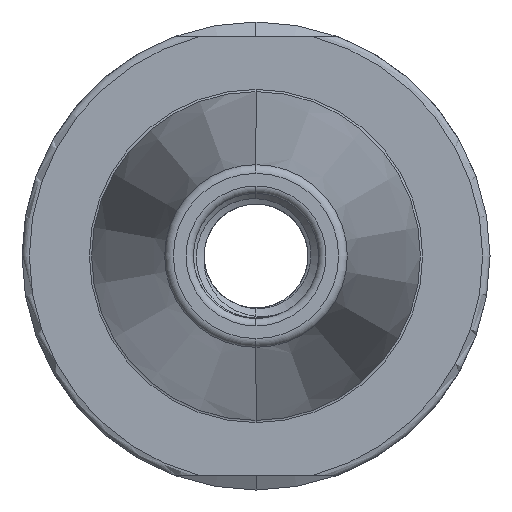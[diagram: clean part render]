
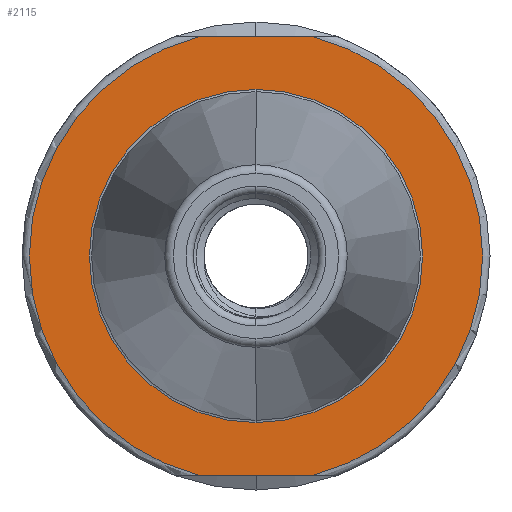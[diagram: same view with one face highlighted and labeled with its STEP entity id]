
A CAD part, left-side view. The second image highlights one B-rep face of the part: STEP entity #2115.
In plain terms, the highlighted planar face has unit normal (-1, 0, 0).
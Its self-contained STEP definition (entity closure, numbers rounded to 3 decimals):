
#2115 = ADVANCED_FACE ( 'NONE', ( #18319, #18304 ), #16105, .F. ) ;
#2937 = CARTESIAN_POINT ( 'NONE',  ( 0., 0., 0. ) ) ;
#2940 = DIRECTION ( 'NONE',  ( 1., 0., 0. ) ) ;
#2943 = DIRECTION ( 'NONE',  ( 0., 0., -1. ) ) ;
#3968 = CARTESIAN_POINT ( 'NONE',  ( 0., -15., -29.8 ) ) ;
#4005 = DIRECTION ( 'NONE',  ( 0., -1., 0. ) ) ;
#10491 = CARTESIAN_POINT ( 'NONE',  ( 0., -7.685, 29.8 ) ) ;
#10535 = CARTESIAN_POINT ( 'NONE',  ( 0., 7.685, 29.8 ) ) ;
#10731 = CARTESIAN_POINT ( 'NONE',  ( 0., 7.685, -29.8 ) ) ;
#10759 = CARTESIAN_POINT ( 'NONE',  ( 0., -7.685, -29.8 ) ) ;
#10977 = CARTESIAN_POINT ( 'NONE',  ( 0., 0., -22.627 ) ) ;
#11045 = CARTESIAN_POINT ( 'NONE',  ( 0., 0., 22.627 ) ) ;
#12917 = VERTEX_POINT ( 'NONE', #10491 ) ;
#12932 = VERTEX_POINT ( 'NONE', #10535 ) ;
#14033 = VERTEX_POINT ( 'NONE', #10731 ) ;
#14060 = VERTEX_POINT ( 'NONE', #10759 ) ;
#16079 = CARTESIAN_POINT ( 'NONE',  ( 0., 22.692, 0. ) ) ;
#16084 = DIRECTION ( 'NONE',  ( 1., 0., 0. ) ) ;
#16086 = DIRECTION ( 'NONE',  ( 0., 0., -1. ) ) ;
#16105 = PLANE ( 'NONE',  #18123 ) ;
#17852 = AXIS2_PLACEMENT_3D ( 'NONE', #2937, #2940, #2943 ) ;
#18123 = AXIS2_PLACEMENT_3D ( 'NONE', #16079, #16084, #16086 ) ;
#18249 = AXIS2_PLACEMENT_3D ( 'NONE', #20911, #20903, #20899 ) ;
#18255 = AXIS2_PLACEMENT_3D ( 'NONE', #20906, #20894, #20881 ) ;
#18261 = AXIS2_PLACEMENT_3D ( 'NONE', #20874, #20900, #20901 ) ;
#18304 = FACE_OUTER_BOUND ( 'NONE', #19268, .T. ) ;
#18319 = FACE_BOUND ( 'NONE', #19251, .T. ) ;
#18577 = LINE ( 'NONE', #3968, #18579 ) ;
#18579 = VECTOR ( 'NONE', #4005, 1000. ) ;
#18617 = CIRCLE ( 'NONE', #18261, 22.627 ) ;
#18625 = LINE ( 'NONE', #20878, #18632 ) ;
#18627 = CIRCLE ( 'NONE', #18249, 30.775 ) ;
#18630 = CIRCLE ( 'NONE', #18255, 30.775 ) ;
#18632 = VECTOR ( 'NONE', #20868, 1000. ) ;
#18738 = CIRCLE ( 'NONE', #17852, 22.627 ) ;
#19251 = EDGE_LOOP ( 'NONE', ( #20241, #20301 ) ) ;
#19268 = EDGE_LOOP ( 'NONE', ( #20235, #20212, #20252, #20214 ) ) ;
#19650 = VERTEX_POINT ( 'NONE', #10977 ) ;
#19673 = VERTEX_POINT ( 'NONE', #11045 ) ;
#20212 = ORIENTED_EDGE ( 'NONE', *, *, #22515, .T. ) ;
#20214 = ORIENTED_EDGE ( 'NONE', *, *, #22517, .T. ) ;
#20235 = ORIENTED_EDGE ( 'NONE', *, *, #22477, .T. ) ;
#20241 = ORIENTED_EDGE ( 'NONE', *, *, #22514, .T. ) ;
#20252 = ORIENTED_EDGE ( 'NONE', *, *, #22519, .F. ) ;
#20301 = ORIENTED_EDGE ( 'NONE', *, *, #22631, .T. ) ;
#20868 = DIRECTION ( 'NONE',  ( 0., -1., 0. ) ) ;
#20874 = CARTESIAN_POINT ( 'NONE',  ( 0., 0., 0. ) ) ;
#20878 = CARTESIAN_POINT ( 'NONE',  ( 0., 15., 29.8 ) ) ;
#20881 = DIRECTION ( 'NONE',  ( 0., 0., -1. ) ) ;
#20894 = DIRECTION ( 'NONE',  ( -1., 0., 0. ) ) ;
#20899 = DIRECTION ( 'NONE',  ( 0., 0., -1. ) ) ;
#20900 = DIRECTION ( 'NONE',  ( 1., 0., 0. ) ) ;
#20901 = DIRECTION ( 'NONE',  ( 0., 0., -1. ) ) ;
#20903 = DIRECTION ( 'NONE',  ( -1., 0., 0. ) ) ;
#20906 = CARTESIAN_POINT ( 'NONE',  ( 0., 0., 0. ) ) ;
#20911 = CARTESIAN_POINT ( 'NONE',  ( 0., 0., 0. ) ) ;
#22477 = EDGE_CURVE ( 'NONE', #14033, #14060, #18577, .T. ) ;
#22514 = EDGE_CURVE ( 'NONE', #19650, #19673, #18617, .T. ) ;
#22515 = EDGE_CURVE ( 'NONE', #14060, #12917, #18630, .T. ) ;
#22517 = EDGE_CURVE ( 'NONE', #12932, #14033, #18627, .T. ) ;
#22519 = EDGE_CURVE ( 'NONE', #12932, #12917, #18625, .T. ) ;
#22631 = EDGE_CURVE ( 'NONE', #19673, #19650, #18738, .T. ) ;
